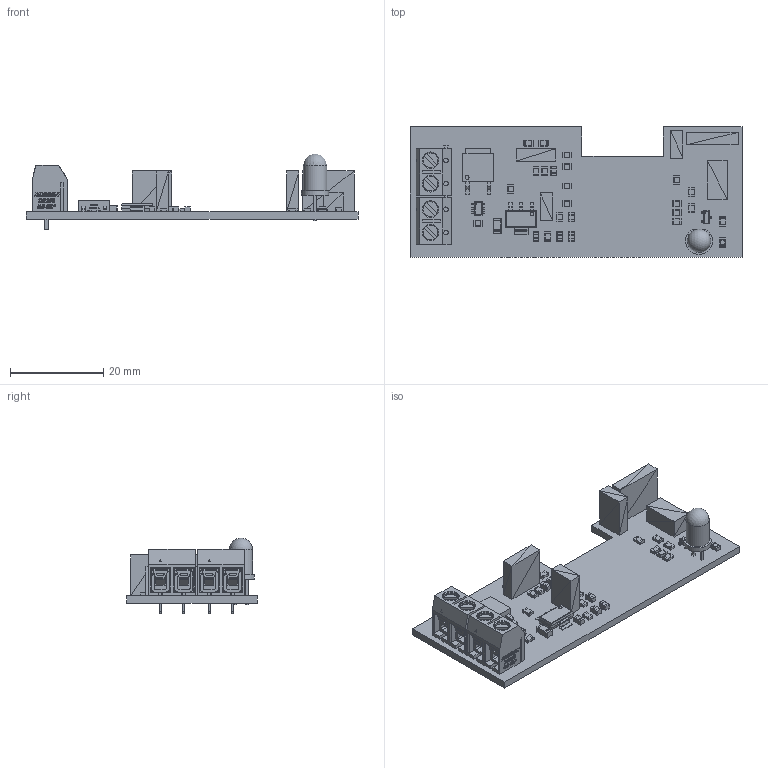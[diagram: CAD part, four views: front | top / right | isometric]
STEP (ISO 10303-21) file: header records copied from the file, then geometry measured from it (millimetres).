
FILE_DESCRIPTION(('for SolidWorks'),'2;1');
FILE_NAME('3D_step.step','2023-09-27T13:16:01',('Leonardo'),(''), 'Open CASCADE STEP processor 6.6','DipTrace','Unknown');
FILE_SCHEMA(('AUTOMOTIVE_DESIGN { 1 0 10303 214 1 1 1 1 }'));
Length unit declared in the file: millimetre
Products named in the file (17): PCB_3D_step; Board_3D_step; DG306-5.0-02P-12-00AH; CAPP_0805_M; 293D104X0035A2TE3; LED-5mm_Round_Red; LED_0805(2012_Metric)_M_Red; RES_0805_M; 2N7002,215; FDD86250-F085; FD2024S; AMS1117-3.3V; BM04B-GHS-TBT(LF)(SN); PPTC021LFBN-RC; PPTC041LFBN-RC; PPTC031LFBN-RC
Assembly tree (39 placements, depth 2):
  PCB_3D_step
    Board_3D_step
    DG306-5.0-02P-12-00AH  x2
    CAPP_0805_M  x5
    293D104X0035A2TE3
    LED-5mm_Round_Red
    LED_0805(2012_Metric)_M_Red
    RES_0805_M  x19
    2N7002,215
    FDD86250-F085
    FD2024S
    AMS1117-3.3V
    BM04B-GHS-TBT(LF)(SN)
    PPTC021LFBN-RC
    PPTC041LFBN-RC
    PPTC021LFBN-RC
    PPTC031LFBN-RC
Bounding box: 71.12 x 27.94 x 16.28 mm (x, y, z)
Volume: 4473.7 mm3; surface area: 8450.3 mm2
Topology: 115 solids, 175 shells, 2549 faces, 6179 edges, 3786 vertices
Faces by surface type: plane 1283, cylinder 719, bspline 298, sphere 209, torus 32, cone 8
Full cylindrical faces by diameter (mm): 0.234 x2, 0.296 x2, 0.688 x2, 0.765 x2, 1.053 x1, 5 x1
Entity records: 42488 total; most frequent: CARTESIAN_POINT 14389, ORIENTED_EDGE 5020, DIRECTION 4628, EDGE_CURVE 2600, LINE 1818, VECTOR 1818, VERTEX_POINT 1730, AXIS2_PLACEMENT_3D 1405
